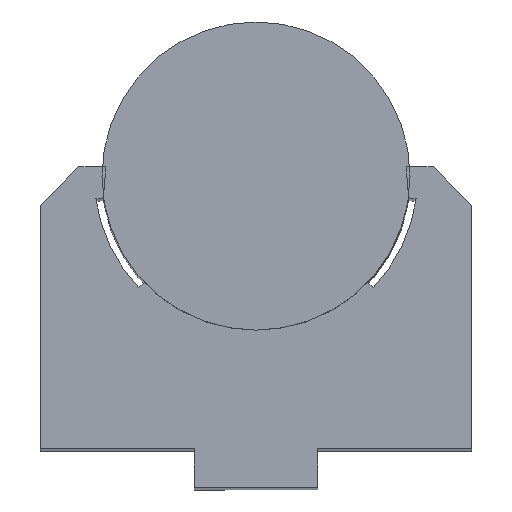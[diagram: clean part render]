
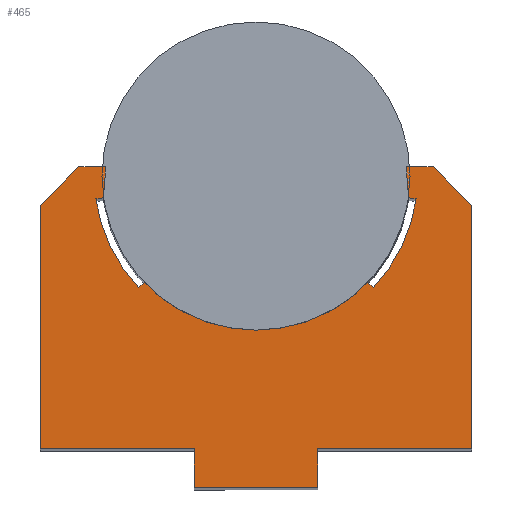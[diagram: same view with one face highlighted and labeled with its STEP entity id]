
A CAD part, top view. The second image highlights one B-rep face of the part: STEP entity #465.
In plain terms, the highlighted planar face has unit normal (0, 0, 1).
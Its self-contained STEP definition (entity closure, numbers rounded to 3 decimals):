
#20=CIRCLE('',#503,10.5);
#22=CIRCLE('',#507,10.);
#24=CIRCLE('',#511,10.5);
#53=FACE_OUTER_BOUND('',#78,.T.);
#78=EDGE_LOOP('',(#397,#398,#399,#400,#401,#402,#403,#404,#405,#406,#407,
#408,#409,#410,#411,#412,#413,#414,#415,#416));
#84=LINE('',#657,#139);
#88=LINE('',#666,#143);
#90=LINE('',#671,#145);
#94=LINE('',#679,#149);
#97=LINE('',#685,#152);
#100=LINE('',#691,#155);
#103=LINE('',#697,#158);
#106=LINE('',#702,#161);
#108=LINE('',#706,#163);
#112=LINE('',#718,#167);
#116=LINE('',#730,#171);
#120=LINE('',#741,#175);
#122=LINE('',#745,#177);
#125=LINE('',#751,#180);
#128=LINE('',#757,#183);
#131=LINE('',#763,#186);
#134=LINE('',#768,#189);
#139=VECTOR('',#532,10.);
#143=VECTOR('',#538,10.);
#145=VECTOR('',#542,10.);
#149=VECTOR('',#548,10.);
#152=VECTOR('',#553,10.);
#155=VECTOR('',#558,10.);
#158=VECTOR('',#563,10.);
#161=VECTOR('',#568,10.);
#163=VECTOR('',#572,10.);
#167=VECTOR('',#584,10.);
#171=VECTOR('',#596,10.);
#175=VECTOR('',#608,10.);
#177=VECTOR('',#612,10.);
#180=VECTOR('',#617,10.);
#183=VECTOR('',#622,10.);
#186=VECTOR('',#627,10.);
#189=VECTOR('',#632,10.);
#194=VERTEX_POINT('',#654);
#195=VERTEX_POINT('',#656);
#198=VERTEX_POINT('',#663);
#199=VERTEX_POINT('',#665);
#200=VERTEX_POINT('',#669);
#201=VERTEX_POINT('',#670);
#204=VERTEX_POINT('',#678);
#206=VERTEX_POINT('',#684);
#208=VERTEX_POINT('',#690);
#210=VERTEX_POINT('',#696);
#212=VERTEX_POINT('',#705);
#214=VERTEX_POINT('',#711);
#216=VERTEX_POINT('',#717);
#218=VERTEX_POINT('',#723);
#220=VERTEX_POINT('',#729);
#222=VERTEX_POINT('',#735);
#224=VERTEX_POINT('',#744);
#226=VERTEX_POINT('',#750);
#228=VERTEX_POINT('',#756);
#230=VERTEX_POINT('',#762);
#236=EDGE_CURVE('',#195,#194,#84,.T.);
#240=EDGE_CURVE('',#199,#198,#88,.T.);
#242=EDGE_CURVE('',#200,#201,#90,.T.);
#246=EDGE_CURVE('',#201,#204,#94,.T.);
#249=EDGE_CURVE('',#204,#206,#97,.T.);
#252=EDGE_CURVE('',#206,#208,#100,.T.);
#255=EDGE_CURVE('',#208,#210,#103,.T.);
#258=EDGE_CURVE('',#194,#210,#106,.T.);
#260=EDGE_CURVE('',#195,#212,#108,.T.);
#263=EDGE_CURVE('',#212,#214,#20,.T.);
#266=EDGE_CURVE('',#214,#216,#112,.T.);
#269=EDGE_CURVE('',#216,#218,#22,.T.);
#272=EDGE_CURVE('',#218,#220,#116,.T.);
#275=EDGE_CURVE('',#220,#222,#24,.T.);
#278=EDGE_CURVE('',#222,#198,#120,.T.);
#280=EDGE_CURVE('',#199,#224,#122,.T.);
#283=EDGE_CURVE('',#224,#226,#125,.T.);
#286=EDGE_CURVE('',#226,#228,#128,.T.);
#289=EDGE_CURVE('',#228,#230,#131,.T.);
#292=EDGE_CURVE('',#230,#200,#134,.T.);
#397=ORIENTED_EDGE('',*,*,#242,.F.);
#398=ORIENTED_EDGE('',*,*,#292,.F.);
#399=ORIENTED_EDGE('',*,*,#289,.F.);
#400=ORIENTED_EDGE('',*,*,#286,.F.);
#401=ORIENTED_EDGE('',*,*,#283,.F.);
#402=ORIENTED_EDGE('',*,*,#280,.F.);
#403=ORIENTED_EDGE('',*,*,#240,.T.);
#404=ORIENTED_EDGE('',*,*,#278,.F.);
#405=ORIENTED_EDGE('',*,*,#275,.F.);
#406=ORIENTED_EDGE('',*,*,#272,.F.);
#407=ORIENTED_EDGE('',*,*,#269,.F.);
#408=ORIENTED_EDGE('',*,*,#266,.F.);
#409=ORIENTED_EDGE('',*,*,#263,.F.);
#410=ORIENTED_EDGE('',*,*,#260,.F.);
#411=ORIENTED_EDGE('',*,*,#236,.T.);
#412=ORIENTED_EDGE('',*,*,#258,.T.);
#413=ORIENTED_EDGE('',*,*,#255,.F.);
#414=ORIENTED_EDGE('',*,*,#252,.F.);
#415=ORIENTED_EDGE('',*,*,#249,.F.);
#416=ORIENTED_EDGE('',*,*,#246,.F.);
#441=PLANE('',#520);
#465=ADVANCED_FACE('',(#53),#441,.T.);
#503=AXIS2_PLACEMENT_3D('',#712,#577,#578);
#507=AXIS2_PLACEMENT_3D('',#724,#589,#590);
#511=AXIS2_PLACEMENT_3D('',#736,#601,#602);
#520=AXIS2_PLACEMENT_3D('',#771,#636,#637);
#532=DIRECTION('',(0.075,0.997,0.));
#538=DIRECTION('',(0.075,-0.997,0.));
#542=DIRECTION('',(-1.,0.,0.));
#548=DIRECTION('',(0.,1.,0.));
#553=DIRECTION('',(-1.,0.,0.));
#558=DIRECTION('',(0.,1.,0.));
#563=DIRECTION('',(0.707,0.707,0.));
#568=DIRECTION('',(-1.,0.,0.));
#572=DIRECTION('',(-0.99,-0.141,0.));
#577=DIRECTION('center_axis',(0.,0.,1.));
#578=DIRECTION('ref_axis',(0.99,0.141,0.));
#584=DIRECTION('',(0.725,0.689,0.));
#589=DIRECTION('center_axis',(0.,0.,1.));
#590=DIRECTION('ref_axis',(0.725,0.689,0.));
#596=DIRECTION('',(0.725,-0.689,0.));
#601=DIRECTION('center_axis',(0.,0.,1.));
#602=DIRECTION('ref_axis',(-0.725,0.689,0.));
#608=DIRECTION('',(-0.99,0.141,0.));
#612=DIRECTION('',(1.,0.,0.));
#617=DIRECTION('',(0.707,-0.707,0.));
#622=DIRECTION('',(0.,-1.,0.));
#627=DIRECTION('',(-1.,0.,0.));
#632=DIRECTION('',(0.,-1.,0.));
#636=DIRECTION('center_axis',(0.,0.,1.));
#637=DIRECTION('ref_axis',(1.,0.,0.));
#654=CARTESIAN_POINT('',(-23.626,21.303,100.));
#656=CARTESIAN_POINT('',(-23.776,19.294,100.));
#657=CARTESIAN_POINT('',(-23.776,19.294,100.));
#663=CARTESIAN_POINT('',(-3.975,19.294,100.));
#665=CARTESIAN_POINT('',(-4.126,21.303,100.));
#666=CARTESIAN_POINT('',(-4.126,21.303,100.));
#669=CARTESIAN_POINT('',(-9.876,0.503,100.));
#670=CARTESIAN_POINT('',(-17.876,0.503,100.));
#671=CARTESIAN_POINT('',(-17.876,0.503,100.));
#678=CARTESIAN_POINT('',(-17.876,3.003,100.));
#679=CARTESIAN_POINT('',(-17.876,3.003,100.));
#684=CARTESIAN_POINT('',(-27.876,3.003,100.));
#685=CARTESIAN_POINT('',(-27.876,3.003,100.));
#690=CARTESIAN_POINT('',(-27.876,18.803,100.));
#691=CARTESIAN_POINT('',(-27.876,18.803,100.));
#696=CARTESIAN_POINT('',(-25.376,21.303,100.));
#697=CARTESIAN_POINT('',(-25.376,21.303,100.));
#702=CARTESIAN_POINT('',(-23.626,21.303,100.));
#705=CARTESIAN_POINT('',(-24.271,19.224,100.));
#706=CARTESIAN_POINT('',(-24.271,19.224,100.));
#711=CARTESIAN_POINT('',(-21.488,13.471,100.));
#712=CARTESIAN_POINT('Origin',(-13.876,20.703,100.));
#717=CARTESIAN_POINT('',(-21.126,13.815,100.));
#718=CARTESIAN_POINT('',(-21.126,13.815,100.));
#723=CARTESIAN_POINT('',(-6.626,13.815,100.));
#724=CARTESIAN_POINT('Origin',(-13.876,20.703,100.));
#729=CARTESIAN_POINT('',(-6.263,13.471,100.));
#730=CARTESIAN_POINT('',(-6.263,13.471,100.));
#735=CARTESIAN_POINT('',(-3.48,19.224,100.));
#736=CARTESIAN_POINT('Origin',(-13.876,20.703,100.));
#741=CARTESIAN_POINT('',(-3.975,19.294,100.));
#744=CARTESIAN_POINT('',(-2.376,21.303,100.));
#745=CARTESIAN_POINT('',(-2.376,21.303,100.));
#750=CARTESIAN_POINT('',(0.124,18.803,100.));
#751=CARTESIAN_POINT('',(0.124,18.803,100.));
#756=CARTESIAN_POINT('',(0.124,3.003,100.));
#757=CARTESIAN_POINT('',(0.124,3.003,100.));
#762=CARTESIAN_POINT('',(-9.876,3.003,100.));
#763=CARTESIAN_POINT('',(-9.876,3.003,100.));
#768=CARTESIAN_POINT('',(-9.876,0.503,100.));
#771=CARTESIAN_POINT('Origin',(-13.876,10.398,100.));
